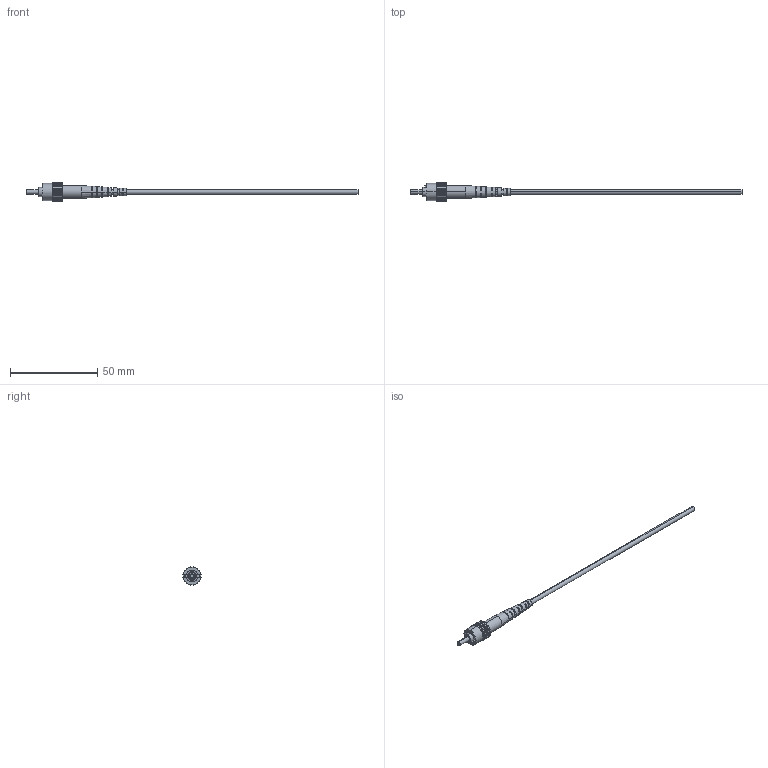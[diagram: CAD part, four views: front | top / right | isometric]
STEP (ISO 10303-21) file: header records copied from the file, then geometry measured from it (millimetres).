
FILE_DESCRIPTION (( 'STEP AP214' ), '1' );
FILE_NAME ('FPT2OM1-ST.STEP', '2011-07-15T15:05:10', ( 'x' ), ( 'Microsoft' ), 'SwSTEP 2.0', 'SolidWorks 2010', '' );
FILE_SCHEMA (( 'AUTOMOTIVE_DESIGN' ));
Length unit declared in the file: inch
Products named in the file (6): CONN-95-200-06-BP3B-MA3; CONN-95-200-06-BP3B; 1AL06-096; FPT2OM1-ST; CONN-95-200-06-BP3B-MA2; CONN-95-200-06-BP3B-MA1
Assembly tree (5 placements, depth 3):
  FPT2OM1-ST
    CONN-95-200-06-BP3B
      CONN-95-200-06-BP3B-MA2
      CONN-95-200-06-BP3B-MA1
      CONN-95-200-06-BP3B-MA3
    1AL06-096
Bounding box: 189.74 x 10.3 x 10.3 mm (x, y, z)
Volume: 2407.4 mm3; surface area: 4174.6 mm2
Topology: 4 solids, 4 shells, 186 faces, 543 edges, 360 vertices
Faces by surface type: plane 153, cylinder 19, cone 12, torus 2
Entity records: 8555 total; most frequent: CARTESIAN_POINT 1440, ORIENTED_EDGE 1086, DIRECTION 1021, EDGE_CURVE 543, VERTEX_POINT 360, VECTOR 343, LINE 343, AXIS2_PLACEMENT_3D 339
